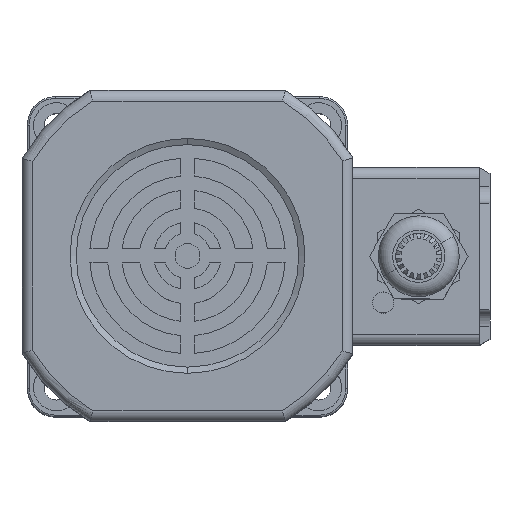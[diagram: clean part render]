
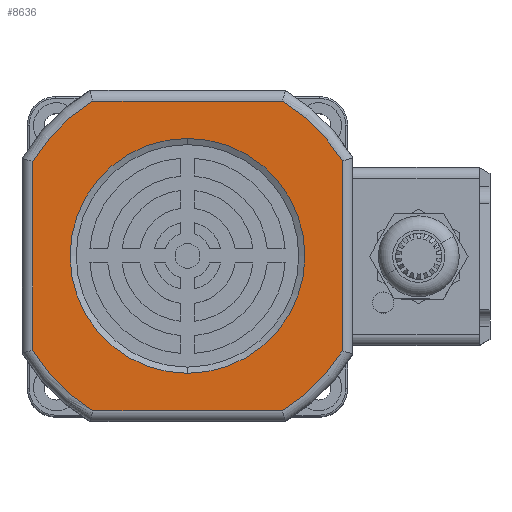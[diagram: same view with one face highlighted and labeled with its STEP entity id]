
A CAD part, top view. The second image highlights one B-rep face of the part: STEP entity #8636.
In plain terms, the highlighted face is planar.
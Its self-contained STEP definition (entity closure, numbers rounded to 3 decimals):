
#259 = EDGE_CURVE ( 'NONE', #764, #2302, #13049, .T. ) ;
#443 = CARTESIAN_POINT ( 'NONE',  ( 0.05, 0., 0. ) ) ;
#615 = CIRCLE ( 'NONE', #27174, 33. ) ;
#654 = EDGE_CURVE ( 'NONE', #10490, #2022, #5677, .T. ) ;
#764 = VERTEX_POINT ( 'NONE', #3477 ) ;
#958 = CARTESIAN_POINT ( 'NONE',  ( 0.05, 0., 0. ) ) ;
#2022 = VERTEX_POINT ( 'NONE', #4569 ) ;
#2047 = CARTESIAN_POINT ( 'NONE',  ( 0.05, 0., 0. ) ) ;
#2145 = DIRECTION ( 'NONE',  ( 0., 0., 1. ) ) ;
#2155 = ORIENTED_EDGE ( 'NONE', *, *, #9010, .T. ) ;
#2302 = VERTEX_POINT ( 'NONE', #7837 ) ;
#2482 = ORIENTED_EDGE ( 'NONE', *, *, #9962, .T. ) ;
#2591 = DIRECTION ( 'NONE',  ( 0., 0., 1. ) ) ;
#3114 = DIRECTION ( 'NONE',  ( 0., 0., 1. ) ) ;
#3137 = VECTOR ( 'NONE', #22325, 1000. ) ;
#3477 = CARTESIAN_POINT ( 'NONE',  ( 43.5, 0., 26.705 ) ) ;
#4569 = CARTESIAN_POINT ( 'NONE',  ( -26.572, 0., -43.5 ) ) ;
#4843 = ORIENTED_EDGE ( 'NONE', *, *, #11272, .F. ) ;
#5152 = CIRCLE ( 'NONE', #24662, 51. ) ;
#5383 = CARTESIAN_POINT ( 'NONE',  ( 43.5, 0., -26.705 ) ) ;
#5393 = CARTESIAN_POINT ( 'NONE',  ( 0.05, 0., 0. ) ) ;
#5677 = CIRCLE ( 'NONE', #16987, 51. ) ;
#5713 = CARTESIAN_POINT ( 'NONE',  ( -43.5, 0., 0. ) ) ;
#6160 = ORIENTED_EDGE ( 'NONE', *, *, #15550, .F. ) ;
#6199 = AXIS2_PLACEMENT_3D ( 'NONE', #20256, #7677, #22255 ) ;
#6482 = ORIENTED_EDGE ( 'NONE', *, *, #8177, .T. ) ;
#6491 = EDGE_CURVE ( 'NONE', #2302, #24665, #6564, .T. ) ;
#6564 = LINE ( 'NONE', #22601, #11005 ) ;
#6811 = ORIENTED_EDGE ( 'NONE', *, *, #259, .T. ) ;
#6818 = CIRCLE ( 'NONE', #6199, 51. ) ;
#7539 = DIRECTION ( 'NONE',  ( 0., 0., 1. ) ) ;
#7677 = DIRECTION ( 'NONE',  ( 0., -1., 0. ) ) ;
#7837 = CARTESIAN_POINT ( 'NONE',  ( 26.673, 0., 43.5 ) ) ;
#8177 = EDGE_CURVE ( 'NONE', #24665, #21815, #6818, .T. ) ;
#8178 = CARTESIAN_POINT ( 'NONE',  ( 0., 0., 33. ) ) ;
#8636 = ADVANCED_FACE ( 'NONE', ( #24470, #9196 ), #23053, .F. ) ;
#9002 = VERTEX_POINT ( 'NONE', #17781 ) ;
#9010 = EDGE_CURVE ( 'NONE', #9002, #16907, #5152, .T. ) ;
#9196 = FACE_BOUND ( 'NONE', #22322, .T. ) ;
#9387 = CARTESIAN_POINT ( 'NONE',  ( 0., 0., 0. ) ) ;
#9962 = EDGE_CURVE ( 'NONE', #21815, #10490, #15377, .T. ) ;
#10153 = CARTESIAN_POINT ( 'NONE',  ( -43.5, 0., 26.54 ) ) ;
#10490 = VERTEX_POINT ( 'NONE', #12682 ) ;
#11005 = VECTOR ( 'NONE', #14416, 1000. ) ;
#11032 = AXIS2_PLACEMENT_3D ( 'NONE', #23523, #11176, #25676 ) ;
#11176 = DIRECTION ( 'NONE',  ( 0., -1., 0. ) ) ;
#11231 = ORIENTED_EDGE ( 'NONE', *, *, #21737, .T. ) ;
#11272 = EDGE_CURVE ( 'NONE', #12216, #26237, #26377, .T. ) ;
#11530 = DIRECTION ( 'NONE',  ( 0., 0., -1. ) ) ;
#12177 = ORIENTED_EDGE ( 'NONE', *, *, #26266, .T. ) ;
#12216 = VERTEX_POINT ( 'NONE', #20192 ) ;
#12682 = CARTESIAN_POINT ( 'NONE',  ( -43.5, 0., -26.54 ) ) ;
#13049 = CIRCLE ( 'NONE', #16624, 51. ) ;
#13282 = EDGE_LOOP ( 'NONE', ( #2482, #14449, #12177, #2155, #11231, #6811, #21269, #6482 ) ) ;
#14416 = DIRECTION ( 'NONE',  ( -1., 0., 0. ) ) ;
#14449 = ORIENTED_EDGE ( 'NONE', *, *, #654, .T. ) ;
#14868 = DIRECTION ( 'NONE',  ( 0., 1., 0. ) ) ;
#15088 = LINE ( 'NONE', #20325, #3137 ) ;
#15295 = DIRECTION ( 'NONE',  ( 0., -1., 0. ) ) ;
#15377 = LINE ( 'NONE', #5713, #20246 ) ;
#15550 = EDGE_CURVE ( 'NONE', #26237, #12216, #615, .T. ) ;
#15792 = DIRECTION ( 'NONE',  ( 0., -1., 0. ) ) ;
#16624 = AXIS2_PLACEMENT_3D ( 'NONE', #443, #15295, #2591 ) ;
#16631 = VECTOR ( 'NONE', #20804, 1000. ) ;
#16907 = VERTEX_POINT ( 'NONE', #5383 ) ;
#16987 = AXIS2_PLACEMENT_3D ( 'NONE', #958, #15792, #3114 ) ;
#17286 = LINE ( 'NONE', #22831, #16631 ) ;
#17392 = AXIS2_PLACEMENT_3D ( 'NONE', #2047, #14868, #2145 ) ;
#17781 = CARTESIAN_POINT ( 'NONE',  ( 26.673, 0., -43.5 ) ) ;
#18380 = DIRECTION ( 'NONE',  ( 0., 0., -1. ) ) ;
#20129 = DIRECTION ( 'NONE',  ( 0., -1., 0. ) ) ;
#20192 = CARTESIAN_POINT ( 'NONE',  ( 0., 0., -33. ) ) ;
#20246 = VECTOR ( 'NONE', #18380, 1000. ) ;
#20256 = CARTESIAN_POINT ( 'NONE',  ( 0.05, 0., 0. ) ) ;
#20325 = CARTESIAN_POINT ( 'NONE',  ( 43.5, 0., 0. ) ) ;
#20804 = DIRECTION ( 'NONE',  ( 1., 0., 0. ) ) ;
#21269 = ORIENTED_EDGE ( 'NONE', *, *, #6491, .T. ) ;
#21737 = EDGE_CURVE ( 'NONE', #16907, #764, #15088, .T. ) ;
#21815 = VERTEX_POINT ( 'NONE', #10153 ) ;
#22255 = DIRECTION ( 'NONE',  ( 0., 0., 1. ) ) ;
#22322 = EDGE_LOOP ( 'NONE', ( #4843, #6160 ) ) ;
#22325 = DIRECTION ( 'NONE',  ( 0., 0., 1. ) ) ;
#22601 = CARTESIAN_POINT ( 'NONE',  ( 0.05, 0., 43.5 ) ) ;
#22831 = CARTESIAN_POINT ( 'NONE',  ( 0.05, 0., -43.5 ) ) ;
#23053 = PLANE ( 'NONE',  #17392 ) ;
#23523 = CARTESIAN_POINT ( 'NONE',  ( 0., 0., 0. ) ) ;
#23901 = DIRECTION ( 'NONE',  ( 0., -1., 0. ) ) ;
#24470 = FACE_OUTER_BOUND ( 'NONE', #13282, .T. ) ;
#24662 = AXIS2_PLACEMENT_3D ( 'NONE', #5393, #20129, #7539 ) ;
#24665 = VERTEX_POINT ( 'NONE', #25744 ) ;
#25676 = DIRECTION ( 'NONE',  ( 0., 0., -1. ) ) ;
#25744 = CARTESIAN_POINT ( 'NONE',  ( -26.572, 0., 43.5 ) ) ;
#26237 = VERTEX_POINT ( 'NONE', #8178 ) ;
#26266 = EDGE_CURVE ( 'NONE', #2022, #9002, #17286, .T. ) ;
#26377 = CIRCLE ( 'NONE', #11032, 33. ) ;
#27174 = AXIS2_PLACEMENT_3D ( 'NONE', #9387, #23901, #11530 ) ;
